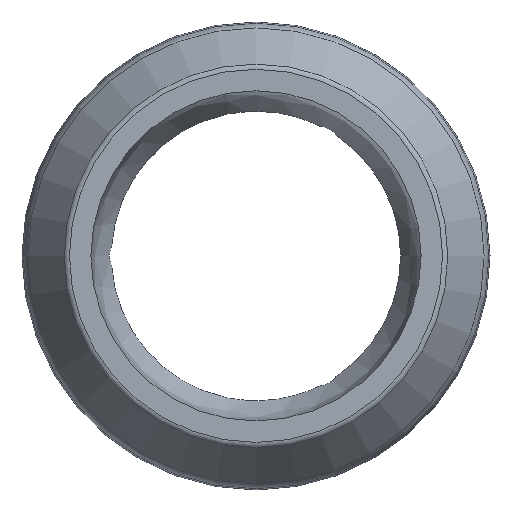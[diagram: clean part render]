
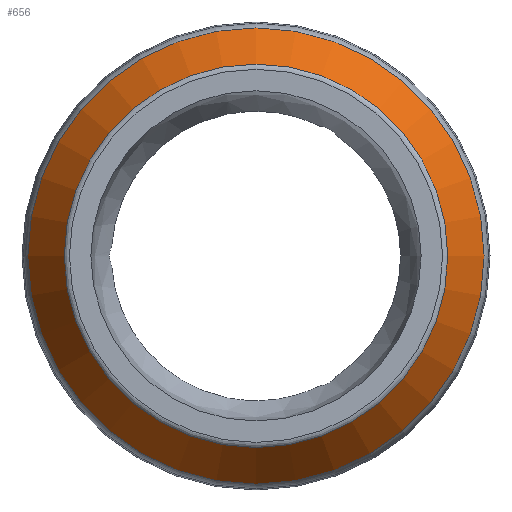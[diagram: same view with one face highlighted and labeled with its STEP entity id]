
A CAD part, top view. The second image highlights one B-rep face of the part: STEP entity #656.
In plain terms, the highlighted conical face has half-angle 33.445 degrees and reference radius 20.316 mm.
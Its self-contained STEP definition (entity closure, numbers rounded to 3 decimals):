
#26=CONICAL_SURFACE('',#765,20.316,0.584);
#90=FACE_OUTER_BOUND('',#130,.T.);
#130=EDGE_LOOP('',(#600,#601,#602,#603));
#161=LINE('',#1319,#191);
#191=VECTOR('',#992,20.316);
#248=CIRCLE('',#763,18.558);
#250=CIRCLE('',#766,22.074);
#315=VERTEX_POINT('',#1313);
#316=VERTEX_POINT('',#1317);
#409=EDGE_CURVE('',#315,#315,#248,.T.);
#411=EDGE_CURVE('',#316,#316,#250,.T.);
#412=EDGE_CURVE('',#316,#315,#161,.T.);
#600=ORIENTED_EDGE('',*,*,#411,.F.);
#601=ORIENTED_EDGE('',*,*,#412,.T.);
#602=ORIENTED_EDGE('',*,*,#409,.T.);
#603=ORIENTED_EDGE('',*,*,#412,.F.);
#656=ADVANCED_FACE('',(#90),#26,.T.);
#763=AXIS2_PLACEMENT_3D('',#1314,#984,#985);
#765=AXIS2_PLACEMENT_3D('',#1316,#988,#989);
#766=AXIS2_PLACEMENT_3D('',#1318,#990,#991);
#984=DIRECTION('center_axis',(0.,0.,
-1.));
#985=DIRECTION('ref_axis',(1.,0.,0.));
#988=DIRECTION('center_axis',(0.,0.,
-1.));
#989=DIRECTION('ref_axis',(-1.,0.,0.));
#990=DIRECTION('center_axis',(0.,0.,
-1.));
#991=DIRECTION('ref_axis',(1.,0.,0.));
#992=DIRECTION('',(-0.551,0.,0.834));
#1313=CARTESIAN_POINT('',(48.282,-77.007,26.131));
#1314=CARTESIAN_POINT('Origin',(29.724,-77.007,26.131));
#1316=CARTESIAN_POINT('Origin',(29.724,-77.007,23.469));
#1317=CARTESIAN_POINT('',(51.798,-77.007,20.807));
#1318=CARTESIAN_POINT('Origin',(29.724,-77.007,20.807));
#1319=CARTESIAN_POINT('',(50.04,-77.007,23.469));
